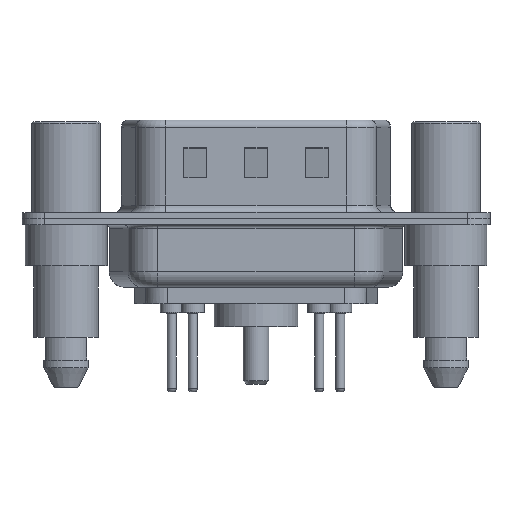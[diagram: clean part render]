
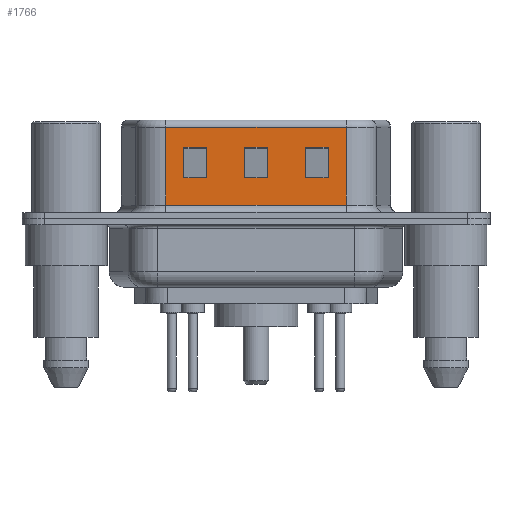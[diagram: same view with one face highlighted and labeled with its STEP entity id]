
A CAD part, front view. The second image highlights one B-rep face of the part: STEP entity #1766.
In plain terms, the highlighted planar face has unit normal (0, -1, 0).
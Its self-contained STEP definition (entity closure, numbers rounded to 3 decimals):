
#53 = DIRECTION ( 'NONE',  ( 1., 0., 0. ) ) ;
#123 = EDGE_CURVE ( 'NONE', #8726, #5138, #10027, .T. ) ;
#233 = VECTOR ( 'NONE', #619, 1000. ) ;
#263 = DIRECTION ( 'NONE',  ( -1., 0., 0. ) ) ;
#274 = CARTESIAN_POINT ( 'NONE',  ( 18.45, -4.58, 2.705 ) ) ;
#337 = CARTESIAN_POINT ( 'NONE',  ( 22.45, -4.58, 2.705 ) ) ;
#407 = LINE ( 'NONE', #10102, #8909 ) ;
#538 = CARTESIAN_POINT ( 'NONE',  ( 17.25, -4.58, 4.705 ) ) ;
#619 = DIRECTION ( 'NONE',  ( 1., 0., 0. ) ) ;
#831 = LINE ( 'NONE', #337, #12342 ) ;
#933 = VECTOR ( 'NONE', #13405, 1000. ) ;
#1110 = PLANE ( 'NONE',  #7572 ) ;
#1361 = EDGE_CURVE ( 'NONE', #13563, #8589, #6377, .T. ) ;
#1735 = CARTESIAN_POINT ( 'NONE',  ( 18.45, -4.58, 0.9 ) ) ;
#1766 = ADVANCED_FACE ( 'NONE', ( #12991, #9658, #3693, #6542 ), #1110, .F. ) ;
#1790 = VECTOR ( 'NONE', #14081, 1000. ) ;
#2185 = CARTESIAN_POINT ( 'NONE',  ( 22.45, -4.58, 4.705 ) ) ;
#2242 = VECTOR ( 'NONE', #53, 1000. ) ;
#2265 = EDGE_LOOP ( 'NONE', ( #5865, #5887, #5916, #5941 ) ) ;
#2333 = EDGE_CURVE ( 'NONE', #7736, #7731, #4686, .T. ) ;
#2590 = VERTEX_POINT ( 'NONE', #7913 ) ;
#2596 = EDGE_CURVE ( 'NONE', #10666, #7543, #3155, .T. ) ;
#2840 = EDGE_CURVE ( 'NONE', #2875, #2590, #11927, .T. ) ;
#2875 = VERTEX_POINT ( 'NONE', #7376 ) ;
#2958 = VERTEX_POINT ( 'NONE', #12256 ) ;
#2983 = VECTOR ( 'NONE', #5815, 1000. ) ;
#2994 = LINE ( 'NONE', #5568, #14200 ) ;
#3155 = LINE ( 'NONE', #3967, #233 ) ;
#3185 = CARTESIAN_POINT ( 'NONE',  ( 6.55, -4.58, 6.52 ) ) ;
#3213 = LINE ( 'NONE', #7165, #8778 ) ;
#3378 = DIRECTION ( 'NONE',  ( 0., 0., -1. ) ) ;
#3483 = CARTESIAN_POINT ( 'NONE',  ( 18.45, -4.58, 6.52 ) ) ;
#3528 = CARTESIAN_POINT ( 'NONE',  ( 18.45, -4.58, 6.02 ) ) ;
#3563 = EDGE_CURVE ( 'NONE', #2590, #13563, #4164, .T. ) ;
#3693 = FACE_BOUND ( 'NONE', #4501, .T. ) ;
#3725 = DIRECTION ( 'NONE',  ( 0., 0., 1. ) ) ;
#3850 = EDGE_LOOP ( 'NONE', ( #6223, #6237, #6290, #6301 ) ) ;
#3890 = DIRECTION ( 'NONE',  ( 0., 0., 1. ) ) ;
#3967 = CARTESIAN_POINT ( 'NONE',  ( 18.45, -4.58, 4.705 ) ) ;
#4156 = VERTEX_POINT ( 'NONE', #4625 ) ;
#4164 = LINE ( 'NONE', #7009, #7051 ) ;
#4211 = VECTOR ( 'NONE', #5855, 1000. ) ;
#4374 = DIRECTION ( 'NONE',  ( 0., 1., 0. ) ) ;
#4501 = EDGE_LOOP ( 'NONE', ( #6020, #6178, #6180, #6203 ) ) ;
#4510 = VECTOR ( 'NONE', #6665, 1000. ) ;
#4625 = CARTESIAN_POINT ( 'NONE',  ( 11.75, -4.58, 2.705 ) ) ;
#4633 = VECTOR ( 'NONE', #11666, 1000. ) ;
#4686 = LINE ( 'NONE', #3185, #1790 ) ;
#5138 = VERTEX_POINT ( 'NONE', #11018 ) ;
#5160 = LINE ( 'NONE', #2185, #2242 ) ;
#5523 = DIRECTION ( 'NONE',  ( 1., 0., 0. ) ) ;
#5568 = CARTESIAN_POINT ( 'NONE',  ( 18.45, -4.58, 0.9 ) ) ;
#5603 = CARTESIAN_POINT ( 'NONE',  ( 14.45, -4.58, 2.705 ) ) ;
#5639 = DIRECTION ( 'NONE',  ( 0., 0., 1. ) ) ;
#5666 = ORIENTED_EDGE ( 'NONE', *, *, #12865, .T. ) ;
#5784 = ORIENTED_EDGE ( 'NONE', *, *, #2840, .T. ) ;
#5815 = DIRECTION ( 'NONE',  ( -1., 0., 0. ) ) ;
#5817 = ORIENTED_EDGE ( 'NONE', *, *, #3563, .T. ) ;
#5839 = ORIENTED_EDGE ( 'NONE', *, *, #1361, .T. ) ;
#5848 = EDGE_CURVE ( 'NONE', #10776, #7736, #12732, .T. ) ;
#5855 = DIRECTION ( 'NONE',  ( 1., 0., 0. ) ) ;
#5865 = ORIENTED_EDGE ( 'NONE', *, *, #123, .T. ) ;
#5887 = ORIENTED_EDGE ( 'NONE', *, *, #8540, .T. ) ;
#5916 = ORIENTED_EDGE ( 'NONE', *, *, #11911, .T. ) ;
#5941 = ORIENTED_EDGE ( 'NONE', *, *, #13374, .T. ) ;
#6020 = ORIENTED_EDGE ( 'NONE', *, *, #2596, .T. ) ;
#6178 = ORIENTED_EDGE ( 'NONE', *, *, #7739, .T. ) ;
#6180 = ORIENTED_EDGE ( 'NONE', *, *, #11140, .T. ) ;
#6203 = ORIENTED_EDGE ( 'NONE', *, *, #10385, .T. ) ;
#6223 = ORIENTED_EDGE ( 'NONE', *, *, #13431, .F. ) ;
#6237 = ORIENTED_EDGE ( 'NONE', *, *, #5848, .T. ) ;
#6290 = ORIENTED_EDGE ( 'NONE', *, *, #2333, .T. ) ;
#6301 = ORIENTED_EDGE ( 'NONE', *, *, #12912, .T. ) ;
#6377 = LINE ( 'NONE', #12091, #4211 ) ;
#6542 = FACE_OUTER_BOUND ( 'NONE', #3850, .T. ) ;
#6574 = CARTESIAN_POINT ( 'NONE',  ( 15.75, -4.58, 6.52 ) ) ;
#6646 = DIRECTION ( 'NONE',  ( 0., 0., -1. ) ) ;
#6665 = DIRECTION ( 'NONE',  ( 0., 0., -1. ) ) ;
#6937 = LINE ( 'NONE', #274, #13020 ) ;
#6938 = VECTOR ( 'NONE', #6646, 1000. ) ;
#7009 = CARTESIAN_POINT ( 'NONE',  ( 7.75, -4.58, 6.52 ) ) ;
#7051 = VECTOR ( 'NONE', #5639, 1000. ) ;
#7165 = CARTESIAN_POINT ( 'NONE',  ( 11.75, -4.58, 6.52 ) ) ;
#7376 = CARTESIAN_POINT ( 'NONE',  ( 9.25, -4.58, 2.705 ) ) ;
#7543 = VERTEX_POINT ( 'NONE', #13456 ) ;
#7572 = AXIS2_PLACEMENT_3D ( 'NONE', #3483, #4374, #3725 ) ;
#7731 = VERTEX_POINT ( 'NONE', #12073 ) ;
#7736 = VERTEX_POINT ( 'NONE', #11841 ) ;
#7739 = EDGE_CURVE ( 'NONE', #7543, #9033, #10998, .T. ) ;
#7913 = CARTESIAN_POINT ( 'NONE',  ( 7.75, -4.58, 2.705 ) ) ;
#7951 = DIRECTION ( 'NONE',  ( -1., 0., 0. ) ) ;
#8408 = VERTEX_POINT ( 'NONE', #1735 ) ;
#8540 = EDGE_CURVE ( 'NONE', #5138, #9265, #831, .T. ) ;
#8589 = VERTEX_POINT ( 'NONE', #9182 ) ;
#8726 = VERTEX_POINT ( 'NONE', #538 ) ;
#8778 = VECTOR ( 'NONE', #3890, 1000. ) ;
#8844 = CARTESIAN_POINT ( 'NONE',  ( 11.75, -4.58, 4.705 ) ) ;
#8909 = VECTOR ( 'NONE', #3378, 1000. ) ;
#9033 = VERTEX_POINT ( 'NONE', #12555 ) ;
#9182 = CARTESIAN_POINT ( 'NONE',  ( 9.25, -4.58, 4.705 ) ) ;
#9265 = VERTEX_POINT ( 'NONE', #9626 ) ;
#9626 = CARTESIAN_POINT ( 'NONE',  ( 15.75, -4.58, 2.705 ) ) ;
#9658 = FACE_BOUND ( 'NONE', #2265, .T. ) ;
#9829 = LINE ( 'NONE', #6574, #933 ) ;
#10027 = LINE ( 'NONE', #14436, #6938 ) ;
#10102 = CARTESIAN_POINT ( 'NONE',  ( 9.25, -4.58, 6.52 ) ) ;
#10385 = EDGE_CURVE ( 'NONE', #4156, #10666, #3213, .T. ) ;
#10666 = VERTEX_POINT ( 'NONE', #8844 ) ;
#10714 = EDGE_LOOP ( 'NONE', ( #5666, #5784, #5817, #5839 ) ) ;
#10776 = VERTEX_POINT ( 'NONE', #3528 ) ;
#10869 = LINE ( 'NONE', #13491, #4510 ) ;
#10998 = LINE ( 'NONE', #11814, #4633 ) ;
#11018 = CARTESIAN_POINT ( 'NONE',  ( 17.25, -4.58, 2.705 ) ) ;
#11140 = EDGE_CURVE ( 'NONE', #9033, #4156, #6937, .T. ) ;
#11199 = DIRECTION ( 'NONE',  ( -1., 0., 0. ) ) ;
#11635 = CARTESIAN_POINT ( 'NONE',  ( 18.45, -4.58, 6.02 ) ) ;
#11666 = DIRECTION ( 'NONE',  ( 0., 0., -1. ) ) ;
#11814 = CARTESIAN_POINT ( 'NONE',  ( 13.25, -4.58, 6.52 ) ) ;
#11841 = CARTESIAN_POINT ( 'NONE',  ( 6.55, -4.58, 6.02 ) ) ;
#11911 = EDGE_CURVE ( 'NONE', #9265, #2958, #9829, .T. ) ;
#11927 = LINE ( 'NONE', #5603, #2983 ) ;
#12073 = CARTESIAN_POINT ( 'NONE',  ( 6.55, -4.58, 0.9 ) ) ;
#12091 = CARTESIAN_POINT ( 'NONE',  ( 14.45, -4.58, 4.705 ) ) ;
#12256 = CARTESIAN_POINT ( 'NONE',  ( 15.75, -4.58, 4.705 ) ) ;
#12342 = VECTOR ( 'NONE', #263, 1000. ) ;
#12555 = CARTESIAN_POINT ( 'NONE',  ( 13.25, -4.58, 2.705 ) ) ;
#12732 = LINE ( 'NONE', #11635, #13089 ) ;
#12865 = EDGE_CURVE ( 'NONE', #8589, #2875, #407, .T. ) ;
#12912 = EDGE_CURVE ( 'NONE', #7731, #8408, #2994, .T. ) ;
#12991 = FACE_BOUND ( 'NONE', #10714, .T. ) ;
#13020 = VECTOR ( 'NONE', #7951, 1000. ) ;
#13089 = VECTOR ( 'NONE', #11199, 1000. ) ;
#13374 = EDGE_CURVE ( 'NONE', #2958, #8726, #5160, .T. ) ;
#13405 = DIRECTION ( 'NONE',  ( 0., 0., 1. ) ) ;
#13431 = EDGE_CURVE ( 'NONE', #10776, #8408, #10869, .T. ) ;
#13456 = CARTESIAN_POINT ( 'NONE',  ( 13.25, -4.58, 4.705 ) ) ;
#13491 = CARTESIAN_POINT ( 'NONE',  ( 18.45, -4.58, 6.52 ) ) ;
#13563 = VERTEX_POINT ( 'NONE', #13731 ) ;
#13731 = CARTESIAN_POINT ( 'NONE',  ( 7.75, -4.58, 4.705 ) ) ;
#14081 = DIRECTION ( 'NONE',  ( 0., 0., -1. ) ) ;
#14200 = VECTOR ( 'NONE', #5523, 1000. ) ;
#14436 = CARTESIAN_POINT ( 'NONE',  ( 17.25, -4.58, 6.52 ) ) ;
